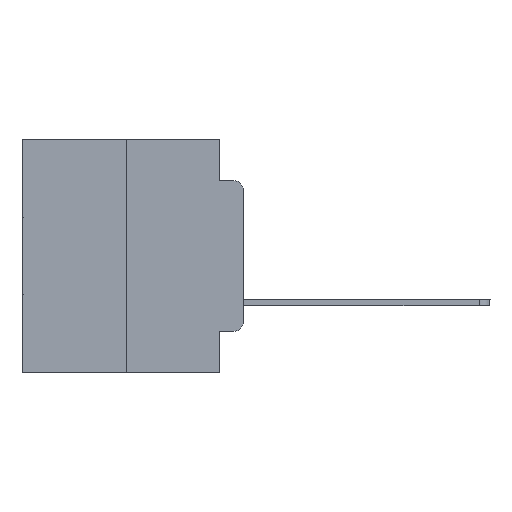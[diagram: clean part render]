
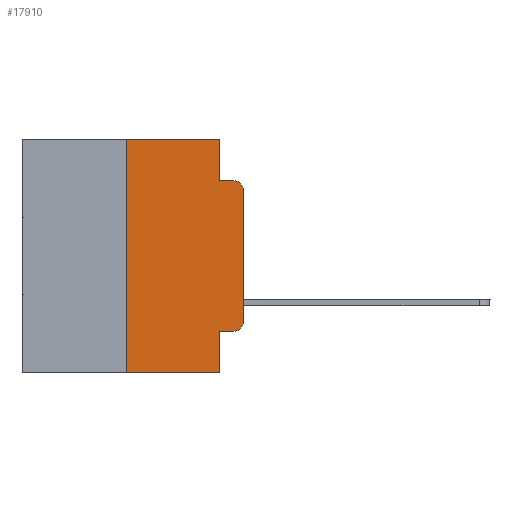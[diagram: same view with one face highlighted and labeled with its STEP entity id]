
A CAD part, left-side view. The second image highlights one B-rep face of the part: STEP entity #17910.
In plain terms, the highlighted planar face has unit normal (-1, 0, 0).
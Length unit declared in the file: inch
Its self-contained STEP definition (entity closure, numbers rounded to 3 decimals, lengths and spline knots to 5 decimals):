
#146 = VECTOR ( 'NONE', #12240, 39.37008 ) ;
#393 = ORIENTED_EDGE ( 'NONE', *, *, #13622, .T. ) ;
#866 = ORIENTED_EDGE ( 'NONE', *, *, #7401, .F. ) ;
#905 = VERTEX_POINT ( 'NONE', #12822 ) ;
#1129 = ORIENTED_EDGE ( 'NONE', *, *, #10077, .T. ) ;
#2039 = LINE ( 'NONE', #4822, #9492 ) ;
#2775 = VERTEX_POINT ( 'NONE', #5991 ) ;
#3034 = ORIENTED_EDGE ( 'NONE', *, *, #17790, .T. ) ;
#3067 = VERTEX_POINT ( 'NONE', #19525 ) ;
#3309 = VECTOR ( 'NONE', #25993, 39.37008 ) ;
#3489 = DIRECTION ( 'NONE',  ( 0., -1., 0. ) ) ;
#3935 = CIRCLE ( 'NONE', #5409, 0.02 ) ;
#4449 = VERTEX_POINT ( 'NONE', #29888 ) ;
#4822 = CARTESIAN_POINT ( 'NONE',  ( 0., 0., 0. ) ) ;
#4918 = CARTESIAN_POINT ( 'NONE',  ( 0., 0.051, 0. ) ) ;
#5120 = EDGE_CURVE ( 'NONE', #13315, #9102, #21178, .T. ) ;
#5409 = AXIS2_PLACEMENT_3D ( 'NONE', #10570, #20143, #19844 ) ;
#5692 = DIRECTION ( 'NONE',  ( 0., 0., -1. ) ) ;
#5750 = CARTESIAN_POINT ( 'NONE',  ( 0., 0.473, 0. ) ) ;
#5991 = CARTESIAN_POINT ( 'NONE',  ( 0., 0.051, 0. ) ) ;
#6658 = CARTESIAN_POINT ( 'NONE',  ( 0., 0.051, -0.4115 ) ) ;
#7043 = CARTESIAN_POINT ( 'NONE',  ( 0., 0.473, -0.5 ) ) ;
#7169 = CARTESIAN_POINT ( 'NONE',  ( 0., 0.051, -0.4115 ) ) ;
#7250 = LINE ( 'NONE', #4918, #8446 ) ;
#7341 = DIRECTION ( 'NONE',  ( 1., 0., 0. ) ) ;
#7401 = EDGE_CURVE ( 'NONE', #4449, #2775, #19508, .T. ) ;
#7867 = CARTESIAN_POINT ( 'NONE',  ( 0., 0.02, -0.1085 ) ) ;
#7884 = AXIS2_PLACEMENT_3D ( 'NONE', #7867, #12939, #29165 ) ;
#8238 = VECTOR ( 'NONE', #5692, 39.37008 ) ;
#8422 = VERTEX_POINT ( 'NONE', #17583 ) ;
#8446 = VECTOR ( 'NONE', #14329, 39.37008 ) ;
#8774 = CARTESIAN_POINT ( 'NONE',  ( 0., 0.25, 0. ) ) ;
#9102 = VERTEX_POINT ( 'NONE', #16578 ) ;
#9492 = VECTOR ( 'NONE', #13645, 39.37008 ) ;
#10005 = ORIENTED_EDGE ( 'NONE', *, *, #17678, .F. ) ;
#10077 = EDGE_CURVE ( 'NONE', #905, #3067, #3935, .T. ) ;
#10126 = VECTOR ( 'NONE', #18478, 39.37008 ) ;
#10546 = CARTESIAN_POINT ( 'NONE',  ( 0., 0.051, -0.0885 ) ) ;
#10570 = CARTESIAN_POINT ( 'NONE',  ( 0., 0.02, -0.3915 ) ) ;
#10634 = AXIS2_PLACEMENT_3D ( 'NONE', #12120, #7341, #11962 ) ;
#10982 = VERTEX_POINT ( 'NONE', #6658 ) ;
#11962 = DIRECTION ( 'NONE',  ( 0., 0., -1. ) ) ;
#12030 = EDGE_LOOP ( 'NONE', ( #393, #18539, #10005, #27139, #866, #12815, #3034, #19026, #17805, #1129 ) ) ;
#12096 = VERTEX_POINT ( 'NONE', #10546 ) ;
#12120 = CARTESIAN_POINT ( 'NONE',  ( 0., 0.473, 0. ) ) ;
#12240 = DIRECTION ( 'NONE',  ( 0., -1., 0. ) ) ;
#12608 = CARTESIAN_POINT ( 'NONE',  ( 0., 0.051, -0.0885 ) ) ;
#12815 = ORIENTED_EDGE ( 'NONE', *, *, #28703, .F. ) ;
#12822 = CARTESIAN_POINT ( 'NONE',  ( 0., 0.02, -0.4115 ) ) ;
#12880 = VECTOR ( 'NONE', #18197, 39.37008 ) ;
#12939 = DIRECTION ( 'NONE',  ( -1., 0., 0. ) ) ;
#13315 = VERTEX_POINT ( 'NONE', #26629 ) ;
#13622 = EDGE_CURVE ( 'NONE', #3067, #13315, #2039, .T. ) ;
#13645 = DIRECTION ( 'NONE',  ( 0., 0., 1. ) ) ;
#14329 = DIRECTION ( 'NONE',  ( 0., 0., -1. ) ) ;
#16578 = CARTESIAN_POINT ( 'NONE',  ( 0., 0.02, -0.0885 ) ) ;
#17443 = CARTESIAN_POINT ( 'NONE',  ( 0., 0.051, 0. ) ) ;
#17583 = CARTESIAN_POINT ( 'NONE',  ( 0., 0.051, -0.5 ) ) ;
#17678 = EDGE_CURVE ( 'NONE', #12096, #9102, #22016, .T. ) ;
#17790 = EDGE_CURVE ( 'NONE', #22126, #8422, #25258, .T. ) ;
#17805 = ORIENTED_EDGE ( 'NONE', *, *, #24838, .T. ) ;
#17910 = ADVANCED_FACE ( 'NONE', ( #26020 ), #21675, .F. ) ;
#18197 = DIRECTION ( 'NONE',  ( 0., 0., 1. ) ) ;
#18478 = DIRECTION ( 'NONE',  ( 0., -1., 0. ) ) ;
#18539 = ORIENTED_EDGE ( 'NONE', *, *, #5120, .T. ) ;
#19026 = ORIENTED_EDGE ( 'NONE', *, *, #28409, .F. ) ;
#19065 = EDGE_CURVE ( 'NONE', #2775, #12096, #20194, .T. ) ;
#19508 = LINE ( 'NONE', #5750, #146 ) ;
#19525 = CARTESIAN_POINT ( 'NONE',  ( 0., 0., -0.3915 ) ) ;
#19844 = DIRECTION ( 'NONE',  ( 0., 0., -1. ) ) ;
#20060 = CARTESIAN_POINT ( 'NONE',  ( 0., 0.25, -0.5 ) ) ;
#20143 = DIRECTION ( 'NONE',  ( -1., 0., 0. ) ) ;
#20194 = LINE ( 'NONE', #17443, #8238 ) ;
#21178 = CIRCLE ( 'NONE', #7884, 0.02 ) ;
#21465 = VECTOR ( 'NONE', #3489, 39.37008 ) ;
#21675 = PLANE ( 'NONE',  #10634 ) ;
#22016 = LINE ( 'NONE', #12608, #21465 ) ;
#22126 = VERTEX_POINT ( 'NONE', #20060 ) ;
#24838 = EDGE_CURVE ( 'NONE', #10982, #905, #28313, .T. ) ;
#25258 = LINE ( 'NONE', #7043, #10126 ) ;
#25993 = DIRECTION ( 'NONE',  ( 0., -1., 0. ) ) ;
#26020 = FACE_OUTER_BOUND ( 'NONE', #12030, .T. ) ;
#26629 = CARTESIAN_POINT ( 'NONE',  ( 0., 0., -0.1085 ) ) ;
#27139 = ORIENTED_EDGE ( 'NONE', *, *, #19065, .F. ) ;
#28313 = LINE ( 'NONE', #7169, #3309 ) ;
#28409 = EDGE_CURVE ( 'NONE', #10982, #8422, #7250, .T. ) ;
#28703 = EDGE_CURVE ( 'NONE', #22126, #4449, #29920, .T. ) ;
#29165 = DIRECTION ( 'NONE',  ( 0., 0., -1. ) ) ;
#29888 = CARTESIAN_POINT ( 'NONE',  ( 0., 0.25, 0. ) ) ;
#29920 = LINE ( 'NONE', #8774, #12880 ) ;
